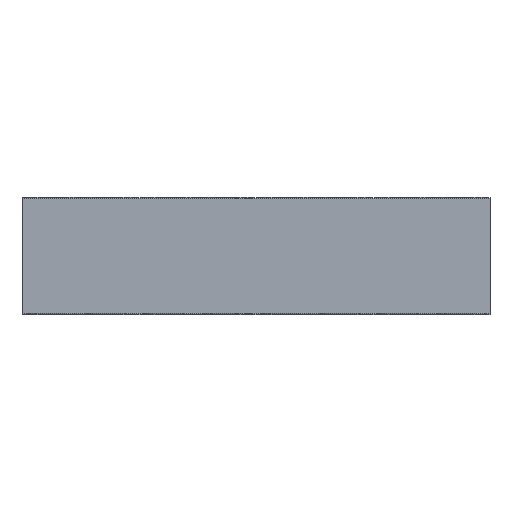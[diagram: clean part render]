
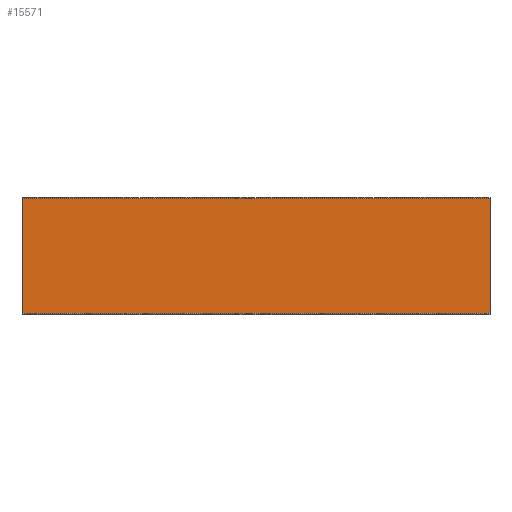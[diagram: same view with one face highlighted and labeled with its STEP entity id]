
A CAD part, top view. The second image highlights one B-rep face of the part: STEP entity #15571.
In plain terms, the highlighted face is planar.
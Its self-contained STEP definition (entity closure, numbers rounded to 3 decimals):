
#15220=DIRECTION('',(1.,0.,0.));
#15221=VECTOR('',#15220,24.6);
#15222=CARTESIAN_POINT('',(-12.3,1.5,50.));
#15223=LINE('',#15222,#15221);
#15228=DIRECTION('',(1.,0.,0.));
#15229=VECTOR('',#15228,24.6);
#15230=CARTESIAN_POINT('',(-12.3,1.5,-50.));
#15231=LINE('',#15230,#15229);
#15232=DIRECTION('',(0.,0.,1.));
#15233=VECTOR('',#15232,100.);
#15234=CARTESIAN_POINT('',(12.3,1.5,-50.));
#15235=LINE('',#15234,#15233);
#15240=DIRECTION('',(0.,0.,1.));
#15241=VECTOR('',#15240,100.);
#15242=CARTESIAN_POINT('',(-12.3,1.5,-50.));
#15243=LINE('',#15242,#15241);
#15404=CARTESIAN_POINT('',(12.3,1.5,-50.));
#15405=CARTESIAN_POINT('',(12.3,1.5,50.));
#15406=VERTEX_POINT('',#15404);
#15407=VERTEX_POINT('',#15405);
#15408=CARTESIAN_POINT('',(-12.3,1.5,-50.));
#15409=CARTESIAN_POINT('',(-12.3,1.5,50.));
#15410=VERTEX_POINT('',#15408);
#15411=VERTEX_POINT('',#15409);
#15559=CARTESIAN_POINT('',(-10.8,1.5,-50.));
#15560=DIRECTION('',(0.,1.,0.));
#15561=DIRECTION('',(-1.,0.,0.));
#15562=AXIS2_PLACEMENT_3D('',#15559,#15560,#15561);
#15563=PLANE('',#15562);
#15564=ORIENTED_EDGE('',*,*,#15541,.F.);
#15566=ORIENTED_EDGE('',*,*,#15565,.F.);
#15567=ORIENTED_EDGE('',*,*,#15445,.T.);
#15568=ORIENTED_EDGE('',*,*,#15554,.T.);
#15569=EDGE_LOOP('',(#15564,#15566,#15567,#15568));
#15570=FACE_OUTER_BOUND('',#15569,.F.);
#15445=EDGE_CURVE('',#15410,#15406,#15231,.T.);
#15541=EDGE_CURVE('',#15411,#15407,#15223,.T.);
#15554=EDGE_CURVE('',#15406,#15407,#15235,.T.);
#15565=EDGE_CURVE('',#15410,#15411,#15243,.T.);
#15571=ADVANCED_FACE('',(#15570),#15563,.T.);
